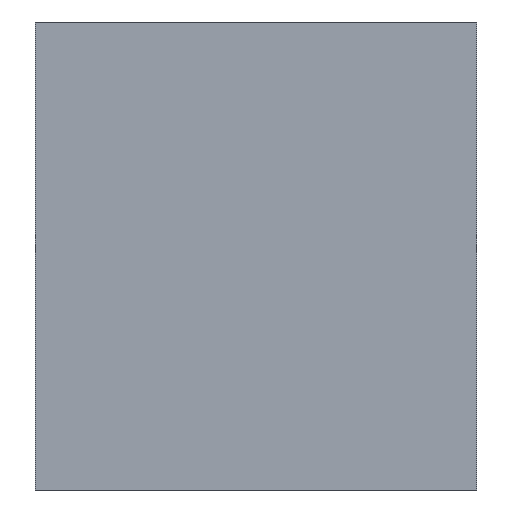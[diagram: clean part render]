
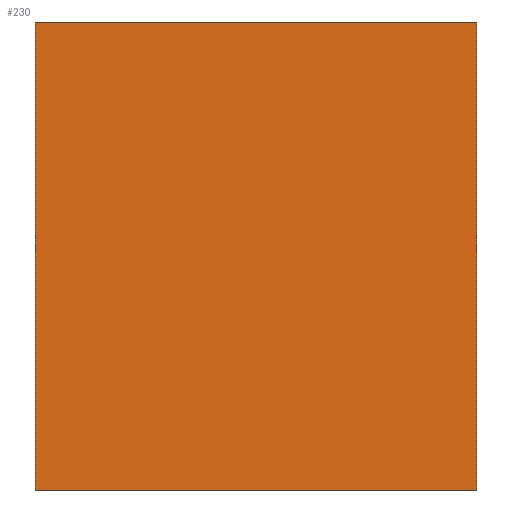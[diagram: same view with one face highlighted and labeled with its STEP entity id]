
A CAD part, front view. The second image highlights one B-rep face of the part: STEP entity #230.
In plain terms, the highlighted planar face has unit normal (0, -1, 0).
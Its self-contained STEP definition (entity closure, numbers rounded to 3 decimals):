
#24=FACE_OUTER_BOUND('',#36,.T.);
#36=EDGE_LOOP('',(#193,#194,#195,#196));
#49=LINE('',#338,#79);
#65=LINE('',#370,#95);
#66=LINE('',#373,#96);
#67=LINE('',#374,#97);
#79=VECTOR('',#275,10.);
#95=VECTOR('',#305,10.);
#96=VECTOR('',#308,10.);
#97=VECTOR('',#309,10.);
#103=VERTEX_POINT('',#326);
#108=VERTEX_POINT('',#336);
#117=VERTEX_POINT('',#368);
#118=VERTEX_POINT('',#372);
#129=EDGE_CURVE('',#108,#103,#49,.T.);
#145=EDGE_CURVE('',#117,#103,#65,.T.);
#146=EDGE_CURVE('',#118,#117,#66,.T.);
#147=EDGE_CURVE('',#118,#108,#67,.T.);
#193=ORIENTED_EDGE('',*,*,#146,.T.);
#194=ORIENTED_EDGE('',*,*,#145,.T.);
#195=ORIENTED_EDGE('',*,*,#129,.F.);
#196=ORIENTED_EDGE('',*,*,#147,.F.);
#218=PLANE('',#256);
#230=ADVANCED_FACE('',(#24),#218,.T.);
#256=AXIS2_PLACEMENT_3D('',#371,#306,#307);
#275=DIRECTION('',(1.,0.,0.));
#305=DIRECTION('',(0.,0.,1.));
#306=DIRECTION('center_axis',(0.,-1.,0.));
#307=DIRECTION('ref_axis',(1.,0.,0.));
#308=DIRECTION('',(1.,0.,0.));
#309=DIRECTION('',(0.,0.,1.));
#326=CARTESIAN_POINT('',(28.3,0.,30.));
#336=CARTESIAN_POINT('',(0.,0.,30.));
#338=CARTESIAN_POINT('',(28.3,0.,30.));
#368=CARTESIAN_POINT('',(28.3,0.,0.));
#370=CARTESIAN_POINT('',(28.3,0.,0.));
#371=CARTESIAN_POINT('Origin',(0.,0.,0.));
#372=CARTESIAN_POINT('',(0.,0.,0.));
#373=CARTESIAN_POINT('',(0.,0.,0.));
#374=CARTESIAN_POINT('',(0.,0.,0.));
